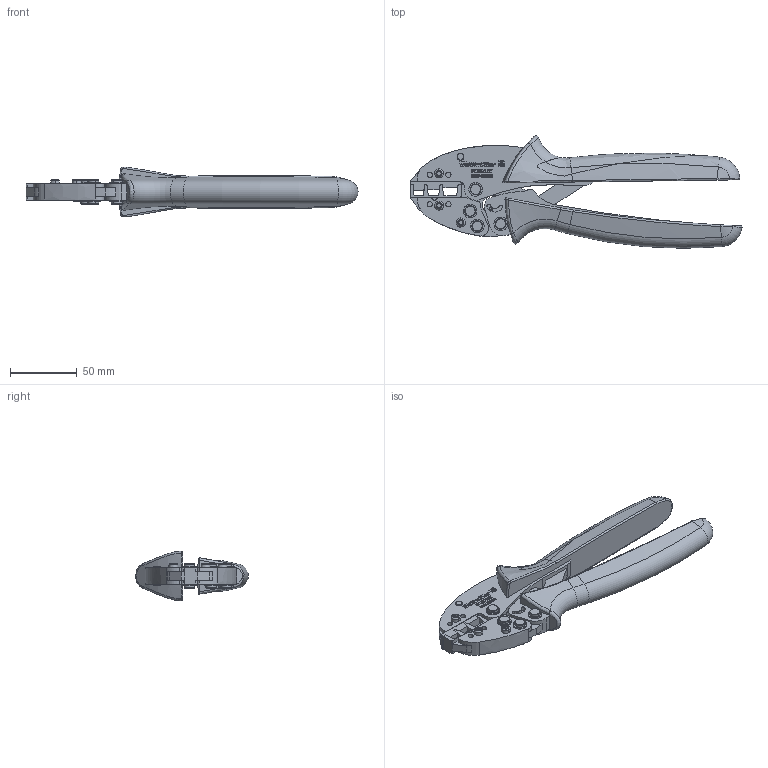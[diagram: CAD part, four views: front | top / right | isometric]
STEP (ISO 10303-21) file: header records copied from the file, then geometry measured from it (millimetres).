
FILE_DESCRIPTION(('CATIA V5 STEP Exchange','CAx-IF Rec.Pracs.--- Model Styling and Organization---1.5--- 2016-08-15','CAx-IF Rec.Pracs.---Supplemental Geometry---1.0---2011-11-01','CAx-IF Rec.Pracs.--- Composite Materials ---1.1---2010-07-15'),'2;1');
FILE_NAME ('033465-2_0', '2025-03-04T09:54:22+00:00', ('none'), ('Weidmueller'), 'CATIA Version 5-6 Release 2022 SP4 HF5', 'CATIA V5 STEP AP214 v3', 'none');
FILE_SCHEMA(('AUTOMOTIVE_DESIGN { 1 0 10303 214 1 1 1 1 }'));
Length unit declared in the file: millimetre
Products named in the file (1): 9017400000_PZ_50_ZERT_Simple3D
Bounding box: 248.88 x 84.46 x 37.36 mm (x, y, z)
Volume: 188526.8 mm3; surface area: 49146.2 mm2
Topology: 1 solids, 1 shells, 1241 faces, 3393 edges, 2252 vertices
Faces by surface type: plane 522, extrusion 375, cylinder 193, bspline 91, cone 34, torus 21, sphere 3, revolution 2
Entity records: 49834 total; most frequent: CARTESIAN_POINT 20576, ORIENTED_EDGE 6778, DIRECTION 3690, EDGE_CURVE 3389, VERTEX_POINT 2252, VECTOR 2174, LINE 1799, B_SPLINE_CURVE_WITH_KNOTS 1447
